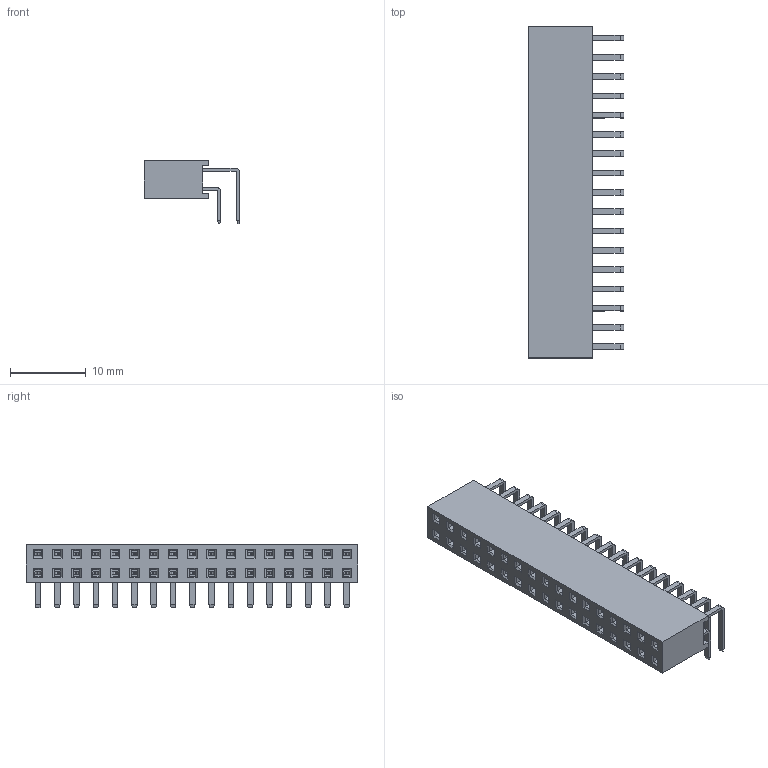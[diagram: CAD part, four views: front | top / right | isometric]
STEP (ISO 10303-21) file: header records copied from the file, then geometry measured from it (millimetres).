
FILE_DESCRIPTION(/* description */ ('Unknown'),/* implementation_level */ '2;1');
FILE_NAME(/* name */ 'J_Wurth_WR-PHD_613034243121',/* time_stamp */ '2025-04-17T10:48:12+08:00',/* author */ ('Unknown'),/* organization */ ('Unknown'),/* preprocessor_version */ 'ST-DEVELOPER v19.4',/* originating_system */ 'Solid Edge',/* authorisation */ 'Unknown');
FILE_SCHEMA (('AUTOMOTIVE_DESIGN {1 0 10303 214 3 1 1}'));
Products named in the file (2): J_Wurth_WR-PHD_613034243121
Assembly tree (1 placements, depth 2):
  J_Wurth_WR-PHD_613034243121
    J_Wurth_WR-PHD_613034243121
Bounding box: 12.6 x 43.68 x 8.3 mm (x, y, z)
Volume: 1634.3 mm3; surface area: 3402.7 mm2
Topology: 1 solids, 1 shells, 2152 faces, 5430 edges, 3348 vertices
Faces by surface type: plane 1948, cylinder 136, bspline 68
Entity records: 79077 total; most frequent: CARTESIAN_POINT 13176, ORIENTED_EDGE 10860, DIRECTION 9738, EDGE_CURVE 5430, LINE 4750, VECTOR 4750, VERTEX_POINT 3348, AXIS2_PLACEMENT_3D 2494
